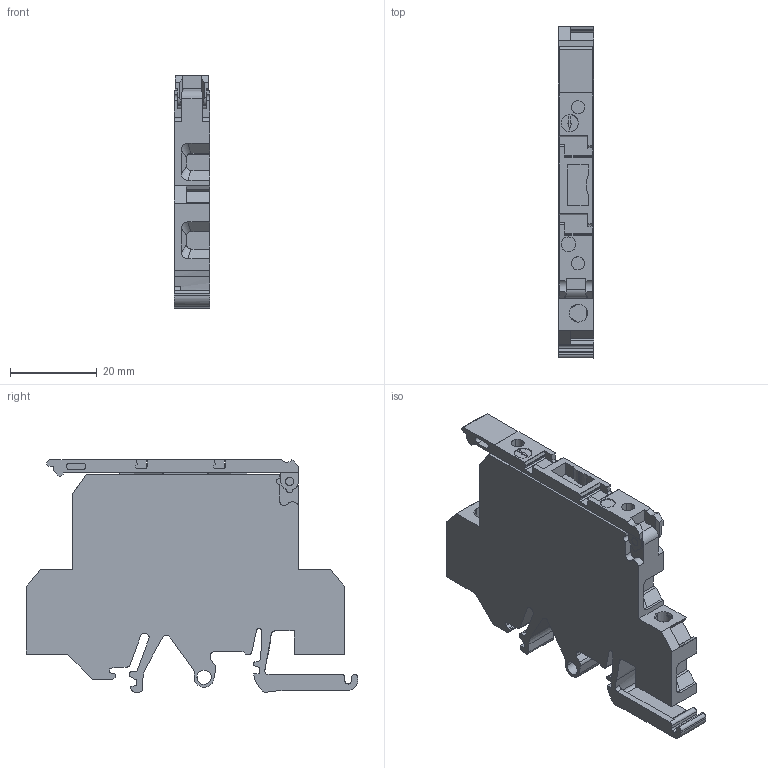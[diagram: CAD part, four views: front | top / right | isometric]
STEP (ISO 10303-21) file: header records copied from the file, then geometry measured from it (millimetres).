
FILE_DESCRIPTION(('CATIA V5 STEP Exchange','CAx-IF Rec.Pracs.--- Model Styling and Organization---1.4--- 2014-01-23'),'2;1');
FILE_NAME ('337653_2', '2023-07-26T08:55:08+00:00', ('none'), ('Weidmueller'), 'CATIA Version 5-6 Release 2016 SP3 HF44', 'CATIA V5 STEP AP214', 'none');
FILE_SCHEMA(('AUTOMOTIVE_DESIGN { 1 0 10303 214 1 1 1 1 }'));
Length unit declared in the file: millimetre
Products named in the file (1): 9503350000_60044_KDKS1-EN4_STP
Bounding box: 8.1 x 76.5 x 53.6 mm (x, y, z)
Volume: 21450.8 mm3; surface area: 10164.4 mm2
Topology: 1 solids, 1 shells, 420 faces, 1196 edges, 794 vertices
Faces by surface type: plane 283, cylinder 121, bspline 8, revolution 6, extrusion 2
Entity records: 14088 total; most frequent: CARTESIAN_POINT 3539, ORIENTED_EDGE 2392, DIRECTION 1798, EDGE_CURVE 1196, VECTOR 878, LINE 876, VERTEX_POINT 794, AXIS2_PLACEMENT_3D 552
